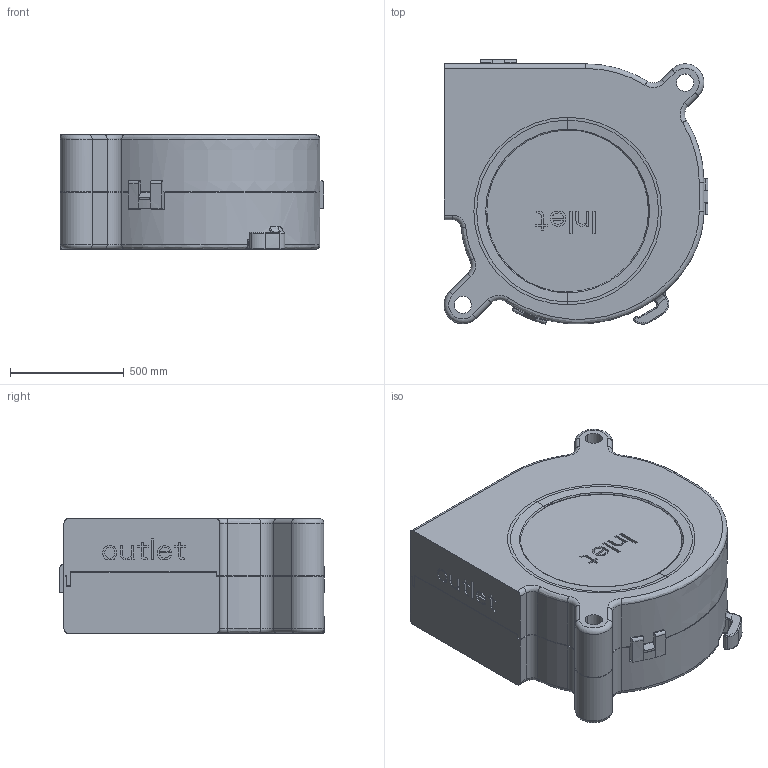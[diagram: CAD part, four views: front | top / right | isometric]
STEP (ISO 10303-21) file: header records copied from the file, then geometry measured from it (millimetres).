
FILE_DESCRIPTION((''),'2;1');
FILE_NAME('ASM0001_ASM','2023-05-26T16:35:31',('DENNIS.PC.WANG'),(''),'CREO PARAMETRIC BY PTC INC, 2020454','CREO PARAMETRIC BY PTC INC, 2020454','');
FILE_SCHEMA(('CONFIG_CONTROL_DESIGN'));
Length unit declared in the file: inch
Products named in the file (3): 410025380001; 410101700003; ASM0001_ASM
Assembly tree (2 placements, depth 2):
  ASM0001_ASM
    410025380001
    410101700003
Bounding box: 1160.78 x 1162.41 x 505.46 mm (x, y, z)
Volume: 552331675.6 mm3; surface area: 8330287.9 mm2
Topology: 2 solids, 4 shells, 630 faces, 1749 edges, 1141 vertices
Faces by surface type: plane 416, cylinder 109, torus 45, bspline 34, cone 13, extrusion 13
Entity records: 21775 total; most frequent: CARTESIAN_POINT 5611, ORIENTED_EDGE 3498, DIRECTION 3161, EDGE_CURVE 1749, VECTOR 1275, LINE 1262, VERTEX_POINT 1141, AXIS2_PLACEMENT_3D 943
